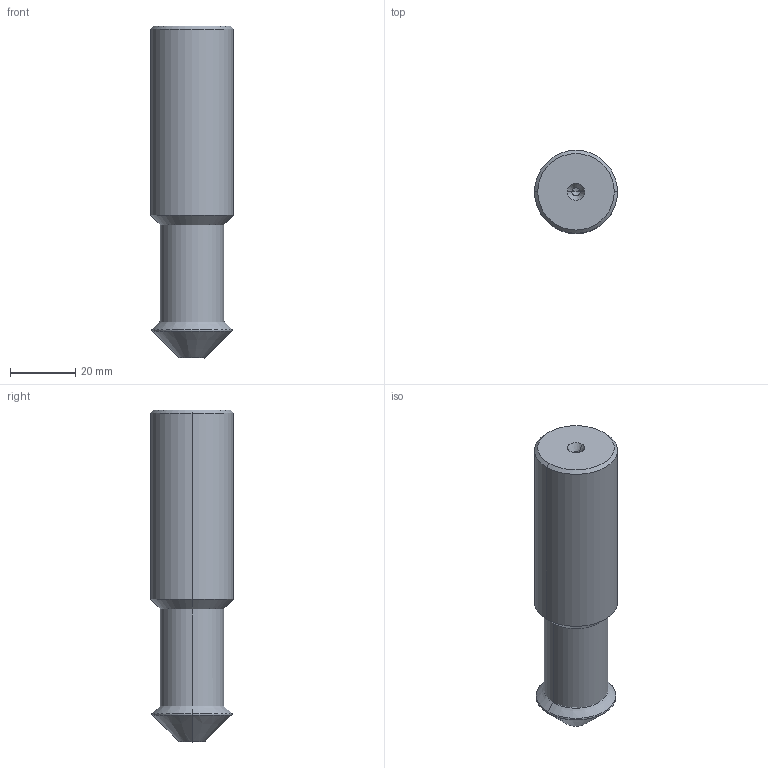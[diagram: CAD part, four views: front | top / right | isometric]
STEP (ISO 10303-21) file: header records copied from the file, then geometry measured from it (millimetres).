
FILE_DESCRIPTION(/* description */ (''),/* implementation_level */ '2;1');
FILE_NAME(/* name */ 'CFSPR051W16_IR0_016.stp',/* time_stamp */ '2023-03-10T14:03:39+09:00',/* author */ (''),/* organization */ (''),/* preprocessor_version */ 'ST-DEVELOPER v16',/* originating_system */ 'SIEMENS PLM Software NX 10.0',/* authorisation */ '');
FILE_SCHEMA (('AUTOMOTIVE_DESIGN { 1 0 10303 214 3 1 1 1 }'));
Length unit declared in the file: millimetre
Products named in the file (1): CFSPR051W16_IR0_016_ASM
Bounding box: 25.4 x 25.4 x 101.6 mm (x, y, z)
Volume: 44952.2 mm3; surface area: 9254.5 mm2
Topology: 2 solids, 2 shells, 36 faces, 88 edges, 64 vertices
Faces by surface type: cone 18, cylinder 8, torus 6, plane 4
Entity records: 1170 total; most frequent: DIRECTION 229, CARTESIAN_POINT 178, ORIENTED_EDGE 156, AXIS2_PLACEMENT_3D 99, EDGE_CURVE 78, CIRCLE 55, VERTEX_POINT 47, EDGE_LOOP 37
